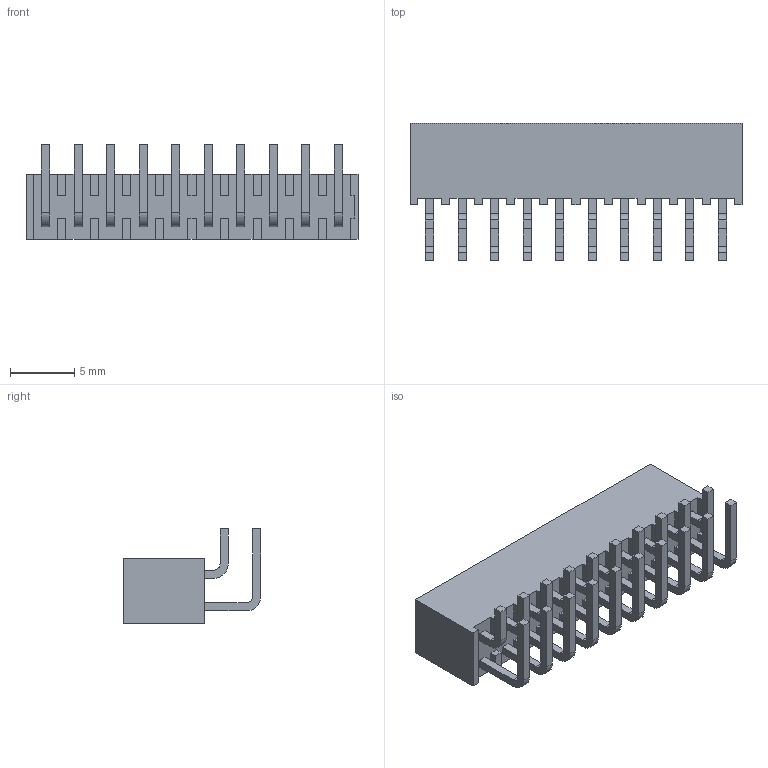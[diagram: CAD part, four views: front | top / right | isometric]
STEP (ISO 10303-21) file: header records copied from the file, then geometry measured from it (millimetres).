
FILE_DESCRIPTION(/* description */ ('STEP AP214'),/* implementation_level */ '2;1');
FILE_NAME(/* name */ 'IPT1-110-01-L-D-RA',/* time_stamp */ '2025-10-18T00:36:52+02:00',/* author */ ('License CC BY-ND 4.0'),/* organization */ ('CADENAS'),/* preprocessor_version */ 'ST-DEVELOPER v19.3',/* originating_system */ 'PARTsolutions',/* authorisation */ ' ');
FILE_SCHEMA (('AUTOMOTIVE_DESIGN {1 0 10303 214 3 1 1}'));
Length unit declared in the file: inch
Products named in the file (4): IPT1-110-01-L-D-RA; IPT1-110-01-L-D-RA_terminal; IPT1-110-01-LD-RA_pin; IPT1-110-01-LD-RA2PIN
Assembly tree (3 placements, depth 2):
  IPT1-110-01-L-D-RA
    IPT1-110-01-L-D-RA_terminal
    IPT1-110-01-LD-RA_pin
    IPT1-110-01-LD-RA2PIN
Bounding box: 25.91 x 10.73 x 7.37 mm (x, y, z)
Volume: 591.1 mm3; surface area: 2329.6 mm2
Topology: 3 solids, 3 shells, 530 faces, 1512 edges, 1008 vertices
Faces by surface type: plane 470, cylinder 40, cone 20
Entity records: 17201 total; most frequent: CARTESIAN_POINT 3054, ORIENTED_EDGE 3024, DIRECTION 2700, EDGE_CURVE 1512, LINE 1392, VECTOR 1392, VERTEX_POINT 1008, AXIS2_PLACEMENT_3D 654
